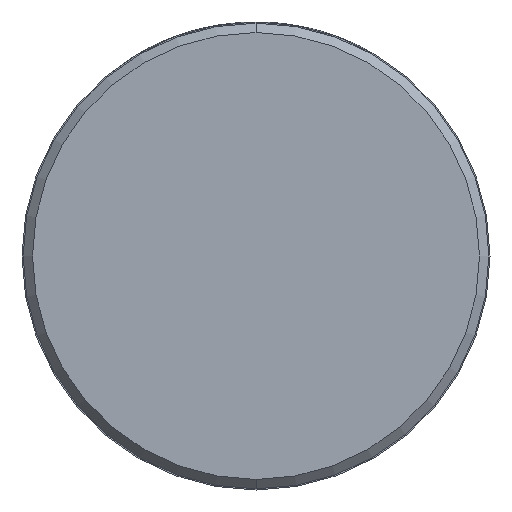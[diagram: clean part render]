
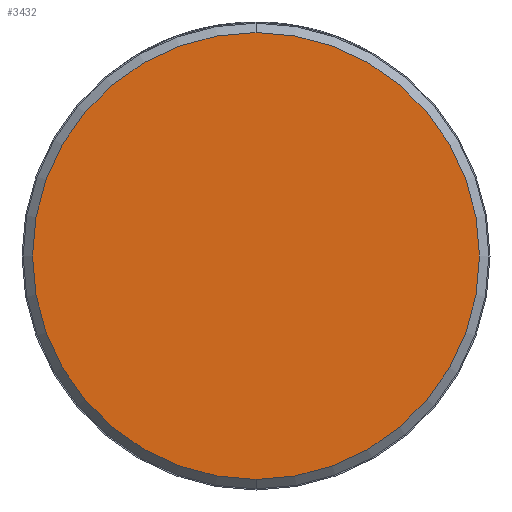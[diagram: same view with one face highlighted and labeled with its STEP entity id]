
A CAD part, front view. The second image highlights one B-rep face of the part: STEP entity #3432.
In plain terms, the highlighted planar face has unit normal (0, -1, 0).
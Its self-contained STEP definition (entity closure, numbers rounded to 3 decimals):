
#62 = EDGE_CURVE ( 'NONE', #1537, #566, #871, .T. ) ;
#167 = DIRECTION ( 'NONE',  ( 0., 0., 1. ) ) ;
#206 = CARTESIAN_POINT ( 'NONE',  ( 0., 0., -47.75 ) ) ;
#353 = AXIS2_PLACEMENT_3D ( 'NONE', #2666, #984, #406 ) ;
#406 = DIRECTION ( 'NONE',  ( 0., 0., 1. ) ) ;
#566 = VERTEX_POINT ( 'NONE', #2091 ) ;
#589 = PLANE ( 'NONE',  #1393 ) ;
#871 = CIRCLE ( 'NONE', #2676, 47.75 ) ;
#936 = ORIENTED_EDGE ( 'NONE', *, *, #3636, .T. ) ;
#984 = DIRECTION ( 'NONE',  ( 0., -1., 0. ) ) ;
#1099 = DIRECTION ( 'NONE',  ( 0., 0., 1. ) ) ;
#1284 = FACE_OUTER_BOUND ( 'NONE', #1648, .T. ) ;
#1393 = AXIS2_PLACEMENT_3D ( 'NONE', #1681, #3705, #1099 ) ;
#1537 = VERTEX_POINT ( 'NONE', #206 ) ;
#1648 = EDGE_LOOP ( 'NONE', ( #936, #3128 ) ) ;
#1681 = CARTESIAN_POINT ( 'NONE',  ( 0., 0., 0. ) ) ;
#1857 = CARTESIAN_POINT ( 'NONE',  ( 0., 0., 0. ) ) ;
#2091 = CARTESIAN_POINT ( 'NONE',  ( 0., 0., 47.75 ) ) ;
#2176 = DIRECTION ( 'NONE',  ( 0., -1., 0. ) ) ;
#2666 = CARTESIAN_POINT ( 'NONE',  ( 0., 0., 0. ) ) ;
#2676 = AXIS2_PLACEMENT_3D ( 'NONE', #1857, #2176, #167 ) ;
#3128 = ORIENTED_EDGE ( 'NONE', *, *, #62, .T. ) ;
#3148 = CIRCLE ( 'NONE', #353, 47.75 ) ;
#3432 = ADVANCED_FACE ( 'NONE', ( #1284 ), #589, .F. ) ;
#3636 = EDGE_CURVE ( 'NONE', #566, #1537, #3148, .T. ) ;
#3705 = DIRECTION ( 'NONE',  ( 0., 1., 0. ) ) ;
